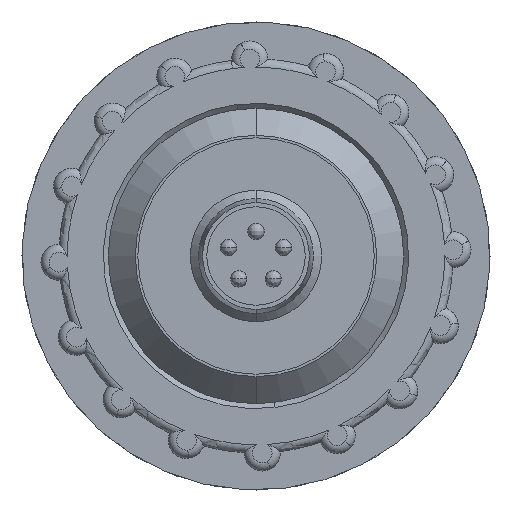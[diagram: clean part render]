
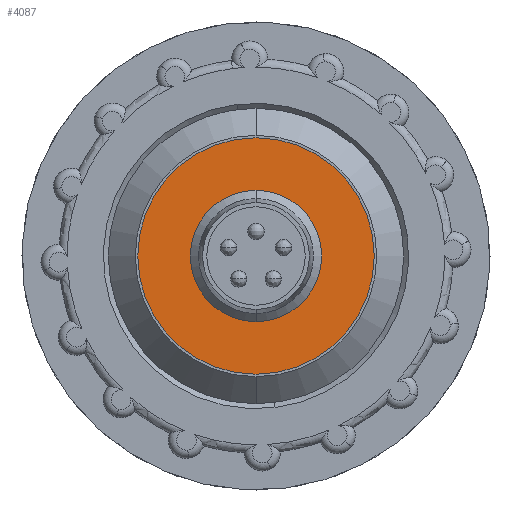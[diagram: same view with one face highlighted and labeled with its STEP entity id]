
A CAD part, front view. The second image highlights one B-rep face of the part: STEP entity #4087.
In plain terms, the highlighted planar face has unit normal (0, -1, 0).
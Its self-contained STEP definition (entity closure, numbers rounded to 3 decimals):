
#437 = CARTESIAN_POINT ( 'NONE',  ( 0., -10.2, 0. ) ) ;
#544 = CARTESIAN_POINT ( 'NONE',  ( 0., -10.2, 3.25 ) ) ;
#568 = FACE_BOUND ( 'NONE', #2467, .T. ) ;
#594 = CARTESIAN_POINT ( 'NONE',  ( 0., -10.2, -7.2 ) ) ;
#597 = DIRECTION ( 'NONE',  ( 0., 0., -1. ) ) ;
#648 = EDGE_LOOP ( 'NONE', ( #2616, #1559 ) ) ;
#776 = CIRCLE ( 'NONE', #1723, 3.25 ) ;
#1559 = ORIENTED_EDGE ( 'NONE', *, *, #4411, .T. ) ;
#1723 = AXIS2_PLACEMENT_3D ( 'NONE', #1999, #3294, #4189 ) ;
#1787 = AXIS2_PLACEMENT_3D ( 'NONE', #437, #3671, #4060 ) ;
#1969 = FACE_OUTER_BOUND ( 'NONE', #648, .T. ) ;
#1999 = CARTESIAN_POINT ( 'NONE',  ( 0., -10.2, 0. ) ) ;
#2001 = EDGE_CURVE ( 'NONE', #2454, #5376, #3101, .T. ) ;
#2006 = DIRECTION ( 'NONE',  ( 0., 0., -1. ) ) ;
#2412 = CARTESIAN_POINT ( 'NONE',  ( 0., -10.2, 0. ) ) ;
#2454 = VERTEX_POINT ( 'NONE', #2685 ) ;
#2467 = EDGE_LOOP ( 'NONE', ( #5392, #3227 ) ) ;
#2585 = AXIS2_PLACEMENT_3D ( 'NONE', #2412, #3746, #597 ) ;
#2616 = ORIENTED_EDGE ( 'NONE', *, *, #2795, .T. ) ;
#2685 = CARTESIAN_POINT ( 'NONE',  ( 0., -10.2, -3.25 ) ) ;
#2795 = EDGE_CURVE ( 'NONE', #4219, #2996, #4857, .T. ) ;
#2896 = DIRECTION ( 'NONE',  ( 0., -1., 0. ) ) ;
#2947 = CARTESIAN_POINT ( 'NONE',  ( 0., -10.2, 7.2 ) ) ;
#2996 = VERTEX_POINT ( 'NONE', #594 ) ;
#3101 = CIRCLE ( 'NONE', #3860, 3.25 ) ;
#3227 = ORIENTED_EDGE ( 'NONE', *, *, #4160, .F. ) ;
#3294 = DIRECTION ( 'NONE',  ( 0., -1., 0. ) ) ;
#3671 = DIRECTION ( 'NONE',  ( 0., -1., 0. ) ) ;
#3746 = DIRECTION ( 'NONE',  ( 0., -1., 0. ) ) ;
#3839 = CARTESIAN_POINT ( 'NONE',  ( 0., -10.2, 0. ) ) ;
#3860 = AXIS2_PLACEMENT_3D ( 'NONE', #3839, #2896, #2006 ) ;
#3975 = DIRECTION ( 'NONE',  ( 0., -1., 0. ) ) ;
#4060 = DIRECTION ( 'NONE',  ( 0., 0., 1. ) ) ;
#4087 = ADVANCED_FACE ( 'NONE', ( #568, #1969 ), #5557, .T. ) ;
#4160 = EDGE_CURVE ( 'NONE', #5376, #2454, #776, .T. ) ;
#4189 = DIRECTION ( 'NONE',  ( 0., 0., -1. ) ) ;
#4219 = VERTEX_POINT ( 'NONE', #2947 ) ;
#4411 = EDGE_CURVE ( 'NONE', #2996, #4219, #5267, .T. ) ;
#4481 = DIRECTION ( 'NONE',  ( 0., 0., 1. ) ) ;
#4857 = CIRCLE ( 'NONE', #5600, 7.2 ) ;
#5267 = CIRCLE ( 'NONE', #1787, 7.2 ) ;
#5376 = VERTEX_POINT ( 'NONE', #544 ) ;
#5392 = ORIENTED_EDGE ( 'NONE', *, *, #2001, .F. ) ;
#5435 = CARTESIAN_POINT ( 'NONE',  ( 0., -10.2, 0. ) ) ;
#5557 = PLANE ( 'NONE',  #2585 ) ;
#5600 = AXIS2_PLACEMENT_3D ( 'NONE', #5435, #3975, #4481 ) ;
